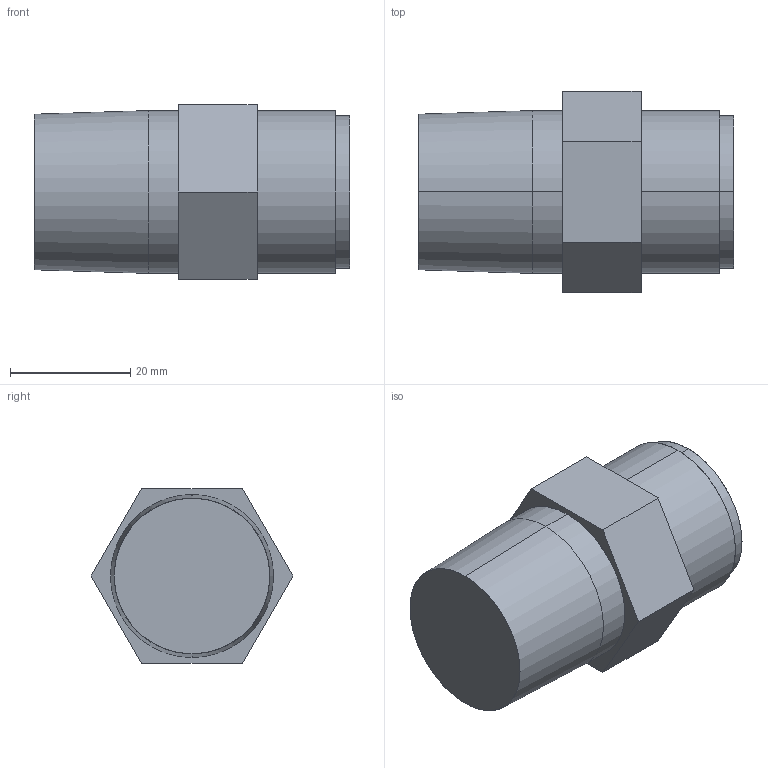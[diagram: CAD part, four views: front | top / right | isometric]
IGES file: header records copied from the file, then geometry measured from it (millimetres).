
Start section: SolidWorks IGES file using analytic representation for surfaces
Global section: file name: RA_6.IGS; native system: SolidWorks 2009; preprocessor: SolidWorks 2009; author: nishi; date: 131213.230115; units: millimetre
Bounding box: 52.4 x 33.49 x 29 mm (x, y, z)
Surface area: 7015.6 mm2 (no closed solid volume)
Topology: 0 solids, 0 shells, 20 faces, 260 edges, 260 vertices
Faces by surface type: bspline 12, revolution 8
